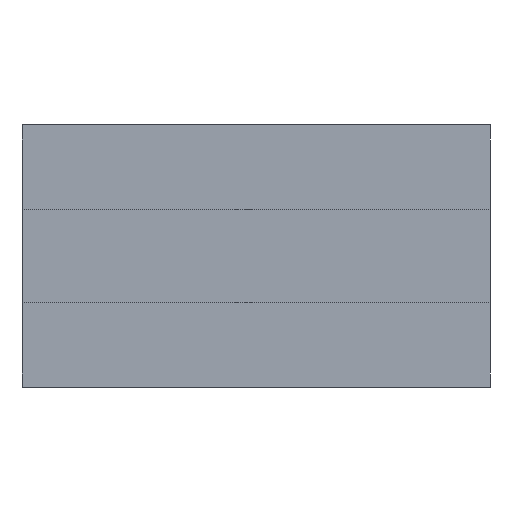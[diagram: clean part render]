
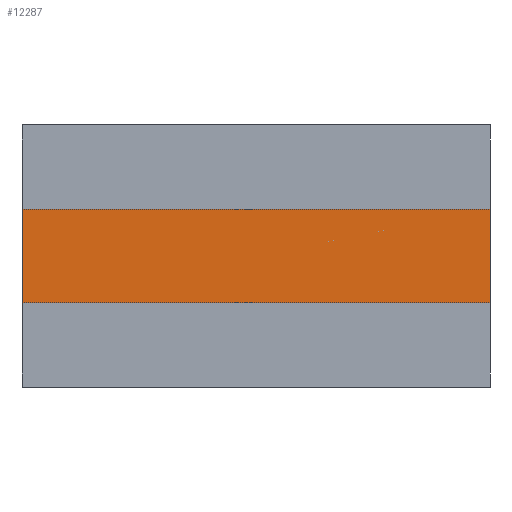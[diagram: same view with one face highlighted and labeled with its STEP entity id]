
A CAD part, left-side view. The second image highlights one B-rep face of the part: STEP entity #12287.
In plain terms, the highlighted planar face has unit normal (-1, 0, 0).
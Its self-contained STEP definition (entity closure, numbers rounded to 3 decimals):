
#74 = CARTESIAN_POINT ( 'NONE',  ( -4.2, -2.5, -0.5 ) ) ;
#75 = CARTESIAN_POINT ( 'NONE',  ( -4.2, -2.5, 0.5 ) ) ;
#76 = CARTESIAN_POINT ( 'NONE',  ( -4.2, 2.5, -0.5 ) ) ;
#77 = CARTESIAN_POINT ( 'NONE',  ( -4.2, 2.5, 0.5 ) ) ;
#2482 = EDGE_LOOP ( 'NONE', ( #3465, #3466, #3464, #3467 ) ) ;
#2624 = VERTEX_POINT ( 'NONE', #74 ) ;
#2625 = VERTEX_POINT ( 'NONE', #75 ) ;
#2626 = VERTEX_POINT ( 'NONE', #76 ) ;
#2627 = VERTEX_POINT ( 'NONE', #77 ) ;
#3464 = ORIENTED_EDGE ( 'NONE', *, *, #12323, .F. ) ;
#3465 = ORIENTED_EDGE ( 'NONE', *, *, #12325, .T. ) ;
#3466 = ORIENTED_EDGE ( 'NONE', *, *, #12391, .T. ) ;
#3467 = ORIENTED_EDGE ( 'NONE', *, *, #12392, .F. ) ;
#7835 = PLANE ( 'NONE',  #8223 ) ;
#7836 = CARTESIAN_POINT ( 'NONE',  ( -4.2, 0., 0.5 ) ) ;
#7837 = DIRECTION ( 'NONE',  ( 1., 0., 0. ) ) ;
#7838 = DIRECTION ( 'NONE',  ( 0., 0., -1. ) ) ;
#8220 = FACE_OUTER_BOUND ( 'NONE', #2482, .T. ) ;
#8223 = AXIS2_PLACEMENT_3D ( 'NONE', #7836, #7837, #7838 ) ;
#8550 = LINE ( 'NONE', #8551, #9393 ) ;
#8551 = CARTESIAN_POINT ( 'NONE',  ( -4.2, -2.5, 0.5 ) ) ;
#8552 = DIRECTION ( 'NONE',  ( 0., 0., -1. ) ) ;
#8556 = LINE ( 'NONE', #8557, #9395 ) ;
#8557 = CARTESIAN_POINT ( 'NONE',  ( -4.2, 2.5, 0.5 ) ) ;
#8558 = DIRECTION ( 'NONE',  ( 0., 0., -1. ) ) ;
#8754 = LINE ( 'NONE', #8755, #9461 ) ;
#8755 = CARTESIAN_POINT ( 'NONE',  ( -4.2, 0., -0.5 ) ) ;
#8756 = DIRECTION ( 'NONE',  ( 0., -1., 0. ) ) ;
#8757 = LINE ( 'NONE', #8758, #9462 ) ;
#8758 = CARTESIAN_POINT ( 'NONE',  ( -4.2, 0., 0.5 ) ) ;
#8759 = DIRECTION ( 'NONE',  ( 0., -1., 0. ) ) ;
#9393 = VECTOR ( 'NONE', #8552, 1000. ) ;
#9395 = VECTOR ( 'NONE', #8558, 1000. ) ;
#9461 = VECTOR ( 'NONE', #8756, 1000. ) ;
#9462 = VECTOR ( 'NONE', #8759, 1000. ) ;
#12287 = ADVANCED_FACE ( 'NONE', ( #8220 ), #7835, .F. ) ;
#12323 = EDGE_CURVE ( 'NONE', #2625, #2624, #8550, .T. ) ;
#12325 = EDGE_CURVE ( 'NONE', #2627, #2626, #8556, .T. ) ;
#12391 = EDGE_CURVE ( 'NONE', #2626, #2624, #8754, .T. ) ;
#12392 = EDGE_CURVE ( 'NONE', #2627, #2625, #8757, .T. ) ;
